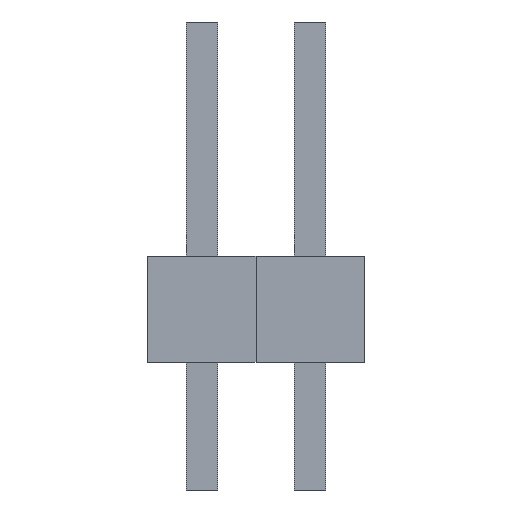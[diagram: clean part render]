
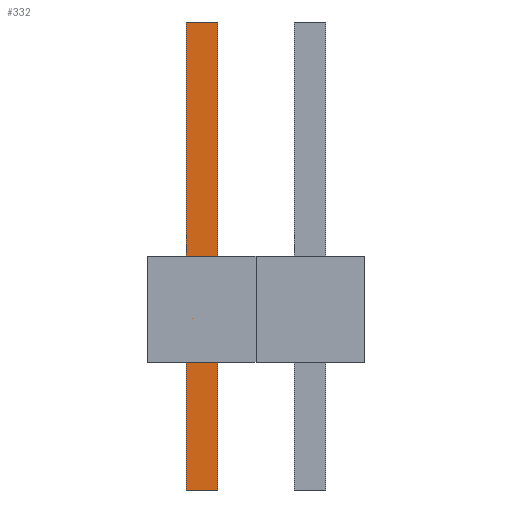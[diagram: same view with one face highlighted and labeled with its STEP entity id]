
A CAD part, front view. The second image highlights one B-rep face of the part: STEP entity #332.
In plain terms, the highlighted planar face has unit normal (0, -1, 0).
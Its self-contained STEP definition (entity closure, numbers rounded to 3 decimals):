
#13=DIRECTION('',(0.,0.,1.));
#14=DIRECTION('',(1.,0.,0.));
#173=VECTOR('',#13,1.);
#180=DIRECTION('',(0.,1.,0.));
#222=VECTOR('',#14,1.);
#286=EDGE_CURVE('',#287,#289,#291,.T.);
#287=VERTEX_POINT('',#288);
#288=CARTESIAN_POINT('',(-0.371,-0.371,-3.));
#289=VERTEX_POINT('',#290);
#290=CARTESIAN_POINT('',(-0.371,-0.371,8.));
#291=LINE('',#288,#173);
#310=ORIENTED_EDGE('',*,*,#311,.F.);
#311=EDGE_CURVE('',#312,#314,#316,.T.);
#312=VERTEX_POINT('',#313);
#313=CARTESIAN_POINT('',(0.371,-0.371,-3.));
#314=VERTEX_POINT('',#315);
#315=CARTESIAN_POINT('',(0.371,-0.371,8.));
#316=LINE('',#313,#173);
#332=ADVANCED_FACE('',(#333),#342,.F.);
#333=FACE_BOUND('',#334,.F.);
#334=EDGE_LOOP('',(#335,#338,#339,#310));
#335=ORIENTED_EDGE('',*,*,#336,.F.);
#336=EDGE_CURVE('',#287,#312,#337,.T.);
#337=LINE('',#288,#222);
#338=ORIENTED_EDGE('',*,*,#286,.T.);
#339=ORIENTED_EDGE('',*,*,#340,.T.);
#340=EDGE_CURVE('',#289,#314,#341,.T.);
#341=LINE('',#290,#222);
#342=PLANE('',#343);
#343=AXIS2_PLACEMENT_3D('',#288,#180,#13);
